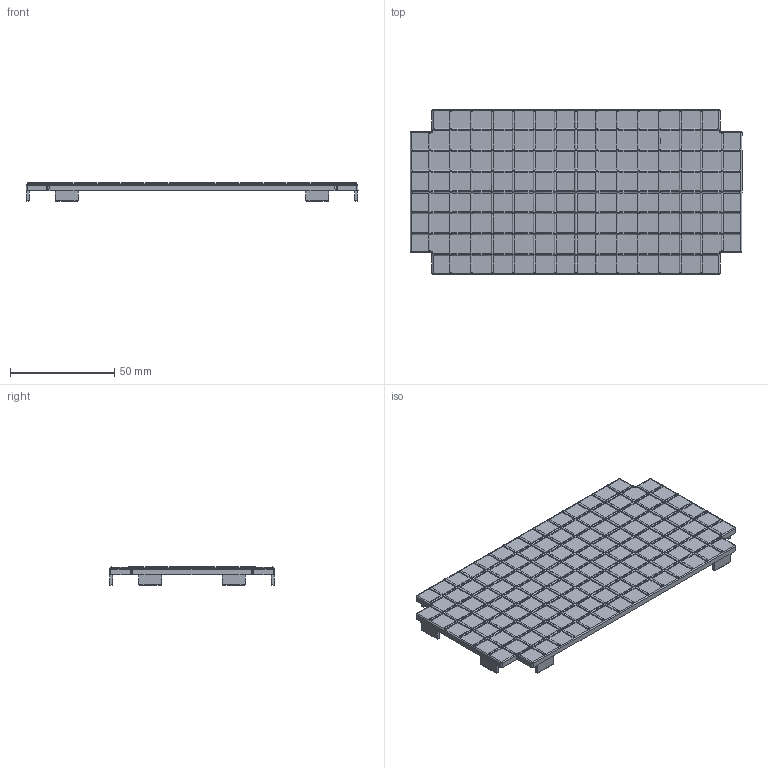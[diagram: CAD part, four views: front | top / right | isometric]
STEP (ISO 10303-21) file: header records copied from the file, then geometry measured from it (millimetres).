
FILE_DESCRIPTION (( 'STEP AP203' ), '1' );
FILE_NAME ('10-10508c.step', '2014-04-13T23:22:06', ( 'Nicholas Morozovsky' ), ( '' ), 'SwSTEP 2.0', 'SolidWorks 2012', '' );
FILE_SCHEMA (( 'CONFIG_CONTROL_DESIGN' ));
Length unit declared in the file: millimetre
Products named in the file (1): 10-10508c
Bounding box: 159 x 79 x 8.75 mm (x, y, z)
Volume: 21980 mm3; surface area: 30261.4 mm2
Topology: 1 solids, 1 shells, 1241 faces, 2702 edges, 1463 vertices
Faces by surface type: plane 725, cylinder 446, sphere 62, bspline 8
Entity records: 32209 total; most frequent: CARTESIAN_POINT 6911, ORIENTED_EDGE 5404, DIRECTION 4998, EDGE_CURVE 2702, VECTOR 1930, LINE 1930, AXIS2_PLACEMENT_3D 1534, VERTEX_POINT 1463
